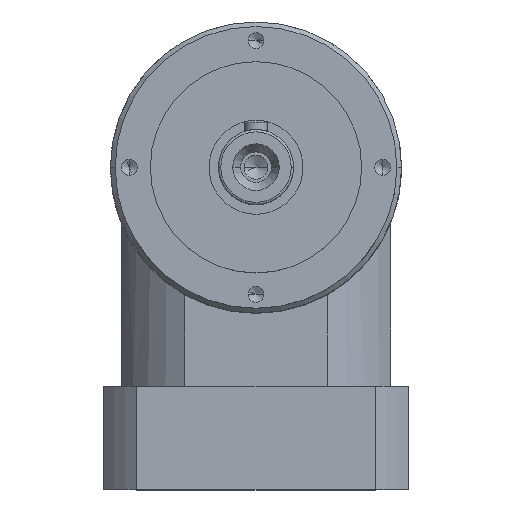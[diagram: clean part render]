
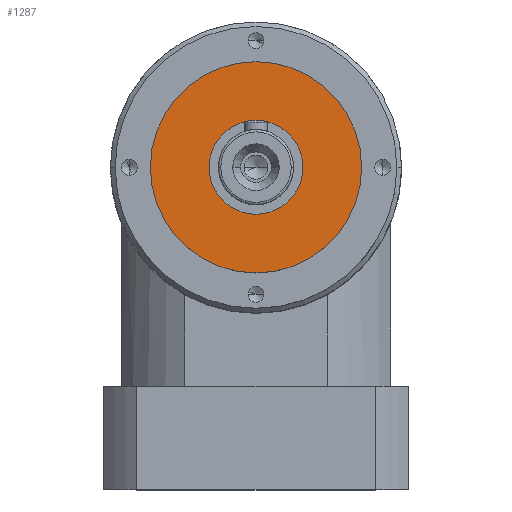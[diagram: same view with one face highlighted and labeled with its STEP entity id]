
A CAD part, top view. The second image highlights one B-rep face of the part: STEP entity #1287.
In plain terms, the highlighted planar face has unit normal (0, 0, 1).
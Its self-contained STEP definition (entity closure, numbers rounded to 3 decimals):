
#48 = AXIS2_PLACEMENT_3D ( 'NONE', #1397, #1377, #1359 ) ;
#245 = AXIS2_PLACEMENT_3D ( 'NONE', #4977, #5163, #5172 ) ;
#408 = ORIENTED_EDGE ( 'NONE', *, *, #3074, .T. ) ;
#538 = EDGE_CURVE ( 'NONE', #2482, #5962, #5668, .T. ) ;
#1287 = ADVANCED_FACE ( 'NONE', ( #3007, #3783 ), #4752, .T. ) ;
#1359 = DIRECTION ( 'NONE',  ( 1., 0., 0. ) ) ;
#1377 = DIRECTION ( 'NONE',  ( 0., 0., 1. ) ) ;
#1397 = CARTESIAN_POINT ( 'NONE',  ( 0., 0., 79.5 ) ) ;
#1660 = VERTEX_POINT ( 'NONE', #1806 ) ;
#1806 = CARTESIAN_POINT ( 'NONE',  ( 45., 0., 79.5 ) ) ;
#2165 = CARTESIAN_POINT ( 'NONE',  ( 20., 0., 79.5 ) ) ;
#2223 = AXIS2_PLACEMENT_3D ( 'NONE', #2766, #2726, #2705 ) ;
#2482 = VERTEX_POINT ( 'NONE', #2165 ) ;
#2620 = VERTEX_POINT ( 'NONE', #6093 ) ;
#2705 = DIRECTION ( 'NONE',  ( 1., 0., 0. ) ) ;
#2726 = DIRECTION ( 'NONE',  ( 0., 0., 1. ) ) ;
#2766 = CARTESIAN_POINT ( 'NONE',  ( 0., 0., 79.5 ) ) ;
#3007 = FACE_BOUND ( 'NONE', #3897, .T. ) ;
#3074 = EDGE_CURVE ( 'NONE', #2620, #1660, #3584, .T. ) ;
#3302 = AXIS2_PLACEMENT_3D ( 'NONE', #5328, #4418, #4402 ) ;
#3584 = CIRCLE ( 'NONE', #48, 45. ) ;
#3642 = CIRCLE ( 'NONE', #2223, 20. ) ;
#3783 = FACE_OUTER_BOUND ( 'NONE', #5247, .T. ) ;
#3803 = EDGE_CURVE ( 'NONE', #5962, #2482, #3642, .T. ) ;
#3871 = ORIENTED_EDGE ( 'NONE', *, *, #5898, .T. ) ;
#3897 = EDGE_LOOP ( 'NONE', ( #5749, #4327 ) ) ;
#4043 = AXIS2_PLACEMENT_3D ( 'NONE', #4601, #4361, #4279 ) ;
#4279 = DIRECTION ( 'NONE',  ( 1., 0., 0. ) ) ;
#4327 = ORIENTED_EDGE ( 'NONE', *, *, #538, .F. ) ;
#4361 = DIRECTION ( 'NONE',  ( 0., 0., 1. ) ) ;
#4402 = DIRECTION ( 'NONE',  ( 1., 0., 0. ) ) ;
#4418 = DIRECTION ( 'NONE',  ( 0., 0., 1. ) ) ;
#4601 = CARTESIAN_POINT ( 'NONE',  ( 0., 0., 79.5 ) ) ;
#4752 = PLANE ( 'NONE',  #4043 ) ;
#4977 = CARTESIAN_POINT ( 'NONE',  ( 0., 0., 79.5 ) ) ;
#5163 = DIRECTION ( 'NONE',  ( 0., 0., 1. ) ) ;
#5172 = DIRECTION ( 'NONE',  ( 1., 0., 0. ) ) ;
#5247 = EDGE_LOOP ( 'NONE', ( #408, #3871 ) ) ;
#5328 = CARTESIAN_POINT ( 'NONE',  ( 0., 0., 79.5 ) ) ;
#5409 = CARTESIAN_POINT ( 'NONE',  ( -20., 0., 79.5 ) ) ;
#5668 = CIRCLE ( 'NONE', #245, 20. ) ;
#5749 = ORIENTED_EDGE ( 'NONE', *, *, #3803, .F. ) ;
#5898 = EDGE_CURVE ( 'NONE', #1660, #2620, #6003, .T. ) ;
#5962 = VERTEX_POINT ( 'NONE', #5409 ) ;
#6003 = CIRCLE ( 'NONE', #3302, 45. ) ;
#6093 = CARTESIAN_POINT ( 'NONE',  ( -45., 0., 79.5 ) ) ;
